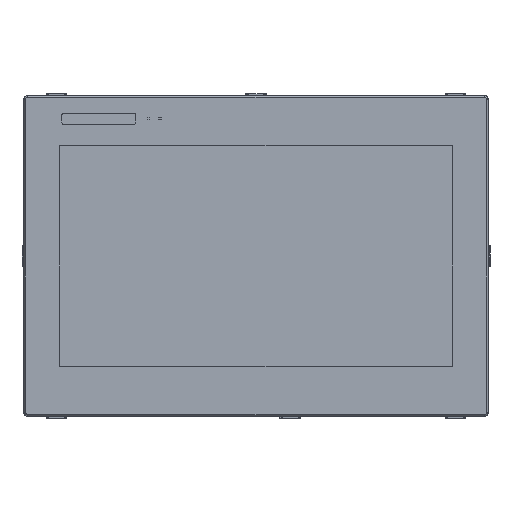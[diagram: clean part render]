
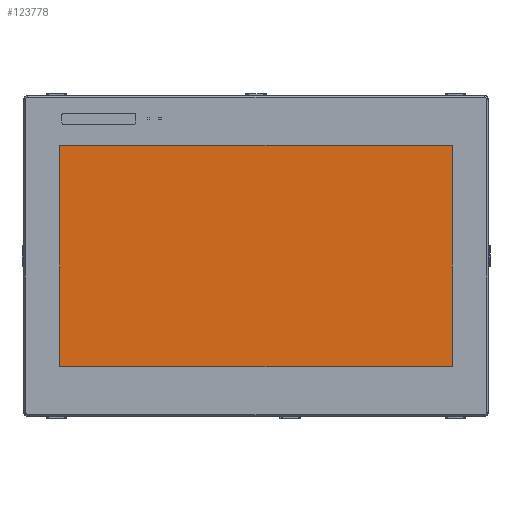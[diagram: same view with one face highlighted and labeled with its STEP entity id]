
A CAD part, top view. The second image highlights one B-rep face of the part: STEP entity #123778.
In plain terms, the highlighted planar face has unit normal (0, 0, 1).
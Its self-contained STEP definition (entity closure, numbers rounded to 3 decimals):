
#1033 = PLANE ( 'NONE',  #137180 ) ;
#5371 = DIRECTION ( 'NONE',  ( 1., 0., 0. ) ) ;
#7192 = CIRCLE ( 'NONE', #31132, 0.039 ) ;
#10485 = ORIENTED_EDGE ( 'NONE', *, *, #76948, .T. ) ;
#15952 = FACE_OUTER_BOUND ( 'NONE', #94176, .T. ) ;
#16668 = CARTESIAN_POINT ( 'NONE',  ( -14.639, 9.268, -0.01 ) ) ;
#16995 = CARTESIAN_POINT ( 'NONE',  ( -1.139, 1.662, -0.01 ) ) ;
#17880 = DIRECTION ( 'NONE',  ( -1., 0., 0. ) ) ;
#21815 = CIRCLE ( 'NONE', #56477, 0.039 ) ;
#26261 = CARTESIAN_POINT ( 'NONE',  ( -1.139, 1.701, -0.01 ) ) ;
#28821 = ORIENTED_EDGE ( 'NONE', *, *, #29119, .T. ) ;
#29119 = EDGE_CURVE ( 'NONE', #146386, #65642, #136980, .T. ) ;
#30440 = VECTOR ( 'NONE', #60914, 39.37 ) ;
#31132 = AXIS2_PLACEMENT_3D ( 'NONE', #128677, #155375, #66723 ) ;
#35918 = LINE ( 'NONE', #137052, #51919 ) ;
#37204 = AXIS2_PLACEMENT_3D ( 'NONE', #93923, #131575, #5371 ) ;
#38324 = VERTEX_POINT ( 'NONE', #44071 ) ;
#40979 = VERTEX_POINT ( 'NONE', #57632 ) ;
#41055 = DIRECTION ( 'NONE',  ( 0., 0., 1. ) ) ;
#41329 = CARTESIAN_POINT ( 'NONE',  ( -1.139, 9.307, -0.01 ) ) ;
#44071 = CARTESIAN_POINT ( 'NONE',  ( -14.639, 1.662, -0.01 ) ) ;
#44574 = EDGE_CURVE ( 'NONE', #61148, #146386, #21815, .T. ) ;
#44695 = ORIENTED_EDGE ( 'NONE', *, *, #44574, .T. ) ;
#45616 = VECTOR ( 'NONE', #17880, 39.37 ) ;
#50537 = EDGE_CURVE ( 'NONE', #40979, #115765, #109239, .T. ) ;
#51919 = VECTOR ( 'NONE', #127027, 39.37 ) ;
#51973 = DIRECTION ( 'NONE',  ( 1., 0., 0. ) ) ;
#52184 = ORIENTED_EDGE ( 'NONE', *, *, #50537, .T. ) ;
#52634 = DIRECTION ( 'NONE',  ( 0., 0., 1. ) ) ;
#53245 = CARTESIAN_POINT ( 'NONE',  ( -14.679, 1.701, -0.01 ) ) ;
#56477 = AXIS2_PLACEMENT_3D ( 'NONE', #16668, #52634, #157083 ) ;
#57632 = CARTESIAN_POINT ( 'NONE',  ( -1.1, 9.268, -0.01 ) ) ;
#58898 = CARTESIAN_POINT ( 'NONE',  ( -1.1, 1.701, -0.01 ) ) ;
#60914 = DIRECTION ( 'NONE',  ( 0., -1., 0. ) ) ;
#61148 = VERTEX_POINT ( 'NONE', #127856 ) ;
#62420 = AXIS2_PLACEMENT_3D ( 'NONE', #26261, #128262, #142441 ) ;
#65642 = VERTEX_POINT ( 'NONE', #53245 ) ;
#66723 = DIRECTION ( 'NONE',  ( 1., 0., 0. ) ) ;
#76948 = EDGE_CURVE ( 'NONE', #38324, #157505, #115173, .T. ) ;
#79745 = LINE ( 'NONE', #41329, #45616 ) ;
#82161 = ORIENTED_EDGE ( 'NONE', *, *, #136507, .T. ) ;
#88964 = ORIENTED_EDGE ( 'NONE', *, *, #160301, .T. ) ;
#92011 = CARTESIAN_POINT ( 'NONE',  ( -14.639, 1.701, -0.01 ) ) ;
#93338 = VECTOR ( 'NONE', #140272, 39.37 ) ;
#93542 = ORIENTED_EDGE ( 'NONE', *, *, #153828, .T. ) ;
#93923 = CARTESIAN_POINT ( 'NONE',  ( -1.139, 9.268, -0.01 ) ) ;
#94176 = EDGE_LOOP ( 'NONE', ( #109405, #10485, #82161, #88964, #52184, #93542, #44695, #28821 ) ) ;
#96831 = VERTEX_POINT ( 'NONE', #58898 ) ;
#109239 = CIRCLE ( 'NONE', #37204, 0.039 ) ;
#109405 = ORIENTED_EDGE ( 'NONE', *, *, #126346, .T. ) ;
#111070 = CARTESIAN_POINT ( 'NONE',  ( -14.679, 9.268, -0.01 ) ) ;
#115173 = LINE ( 'NONE', #153613, #93338 ) ;
#115765 = VERTEX_POINT ( 'NONE', #159103 ) ;
#123115 = CARTESIAN_POINT ( 'NONE',  ( -14.679, 9.268, -0.01 ) ) ;
#123778 = ADVANCED_FACE ( 'NONE', ( #15952 ), #1033, .T. ) ;
#126346 = EDGE_CURVE ( 'NONE', #65642, #38324, #7192, .T. ) ;
#127027 = DIRECTION ( 'NONE',  ( 0., 1., 0. ) ) ;
#127856 = CARTESIAN_POINT ( 'NONE',  ( -14.639, 9.307, -0.01 ) ) ;
#128262 = DIRECTION ( 'NONE',  ( 0., 0., 1. ) ) ;
#128677 = CARTESIAN_POINT ( 'NONE',  ( -14.639, 1.701, -0.01 ) ) ;
#131575 = DIRECTION ( 'NONE',  ( 0., 0., 1. ) ) ;
#136507 = EDGE_CURVE ( 'NONE', #157505, #96831, #150460, .T. ) ;
#136980 = LINE ( 'NONE', #111070, #30440 ) ;
#137052 = CARTESIAN_POINT ( 'NONE',  ( -1.1, 1.701, -0.01 ) ) ;
#137180 = AXIS2_PLACEMENT_3D ( 'NONE', #92011, #41055, #51973 ) ;
#140272 = DIRECTION ( 'NONE',  ( 1., 0., 0. ) ) ;
#142441 = DIRECTION ( 'NONE',  ( 1., 0., 0. ) ) ;
#146386 = VERTEX_POINT ( 'NONE', #123115 ) ;
#150460 = CIRCLE ( 'NONE', #62420, 0.039 ) ;
#153613 = CARTESIAN_POINT ( 'NONE',  ( -14.639, 1.662, -0.01 ) ) ;
#153828 = EDGE_CURVE ( 'NONE', #115765, #61148, #79745, .T. ) ;
#155375 = DIRECTION ( 'NONE',  ( 0., 0., 1. ) ) ;
#157083 = DIRECTION ( 'NONE',  ( 1., 0., 0. ) ) ;
#157505 = VERTEX_POINT ( 'NONE', #16995 ) ;
#159103 = CARTESIAN_POINT ( 'NONE',  ( -1.139, 9.307, -0.01 ) ) ;
#160301 = EDGE_CURVE ( 'NONE', #96831, #40979, #35918, .T. ) ;
